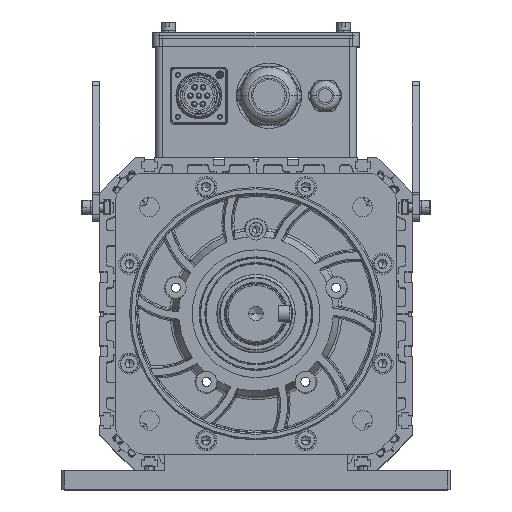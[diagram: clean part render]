
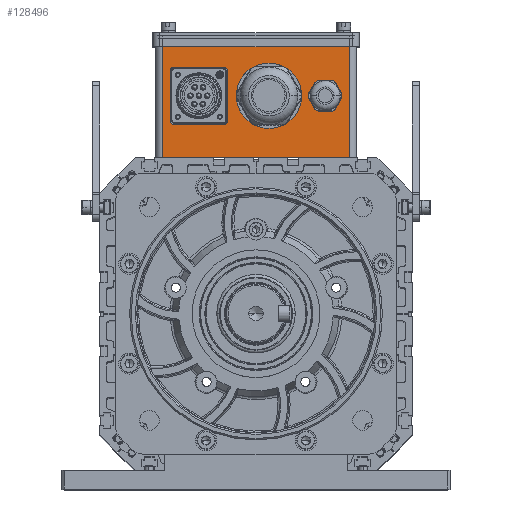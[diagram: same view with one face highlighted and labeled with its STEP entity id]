
A CAD part, top view. The second image highlights one B-rep face of the part: STEP entity #128496.
In plain terms, the highlighted planar face has unit normal (0, 0, 1).
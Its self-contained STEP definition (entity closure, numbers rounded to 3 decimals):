
#5 = AXIS2_PLACEMENT_3D ( 'NONE', #131817, #121018, #23036 ) ;
#118 = LINE ( 'NONE', #29642, #136347 ) ;
#850 = VERTEX_POINT ( 'NONE', #17112 ) ;
#2087 = VERTEX_POINT ( 'NONE', #60093 ) ;
#2840 = CIRCLE ( 'NONE', #140789, 10. ) ;
#3042 = VECTOR ( 'NONE', #113284, 1000. ) ;
#3065 = VERTEX_POINT ( 'NONE', #79430 ) ;
#6746 = AXIS2_PLACEMENT_3D ( 'NONE', #113723, #87305, #79842 ) ;
#8198 = DIRECTION ( 'NONE',  ( 0., -1., 0. ) ) ;
#10017 = CARTESIAN_POINT ( 'NONE',  ( -59., 135.25, 21. ) ) ;
#12312 = VECTOR ( 'NONE', #101629, 1000. ) ;
#12379 = VERTEX_POINT ( 'NONE', #94550 ) ;
#13825 = CARTESIAN_POINT ( 'NONE',  ( 49.25, 155.5, 21. ) ) ;
#13927 = CARTESIAN_POINT ( 'NONE',  ( -61., 173.75, 21. ) ) ;
#14393 = CARTESIAN_POINT ( 'NONE',  ( -66.75, 196.5, 21. ) ) ;
#15107 = LINE ( 'NONE', #14393, #113615 ) ;
#17112 = CARTESIAN_POINT ( 'NONE',  ( 49.25, 165.5, 21. ) ) ;
#18402 = VERTEX_POINT ( 'NONE', #57837 ) ;
#20628 = CIRCLE ( 'NONE', #5, 2. ) ;
#20995 = DIRECTION ( 'NONE',  ( 0., 1., 0. ) ) ;
#22426 = CARTESIAN_POINT ( 'NONE',  ( 9.25, 155.5, 21. ) ) ;
#23036 = DIRECTION ( 'NONE',  ( 0., -1., 0. ) ) ;
#24481 = DIRECTION ( 'NONE',  ( 1., 0., 0. ) ) ;
#25400 = VERTEX_POINT ( 'NONE', #10017 ) ;
#25742 = EDGE_CURVE ( 'NONE', #3065, #111825, #48127, .T. ) ;
#26060 = DIRECTION ( 'NONE',  ( 0., 1., 0. ) ) ;
#28564 = DIRECTION ( 'NONE',  ( 0., 0., 1. ) ) ;
#28656 = ORIENTED_EDGE ( 'NONE', *, *, #38145, .F. ) ;
#29642 = CARTESIAN_POINT ( 'NONE',  ( -59., 135.25, 21. ) ) ;
#29650 = EDGE_CURVE ( 'NONE', #25400, #138352, #118, .T. ) ;
#30535 = ORIENTED_EDGE ( 'NONE', *, *, #35131, .F. ) ;
#30892 = CARTESIAN_POINT ( 'NONE',  ( -20.5, 173.75, 21. ) ) ;
#30976 = EDGE_CURVE ( 'NONE', #54161, #66584, #45417, .T. ) ;
#31487 = DIRECTION ( 'NONE',  ( 1., 0., 0. ) ) ;
#34196 = VECTOR ( 'NONE', #8198, 1000. ) ;
#34585 = CARTESIAN_POINT ( 'NONE',  ( -66.75, 111.5, 21. ) ) ;
#35131 = EDGE_CURVE ( 'NONE', #92860, #3065, #57718, .T. ) ;
#35189 = EDGE_CURVE ( 'NONE', #850, #12379, #138827, .T. ) ;
#35966 = EDGE_CURVE ( 'NONE', #66520, #66584, #139943, .T. ) ;
#36636 = AXIS2_PLACEMENT_3D ( 'NONE', #22426, #121755, #20995 ) ;
#36714 = DIRECTION ( 'NONE',  ( 0., -1., 0. ) ) ;
#36880 = CARTESIAN_POINT ( 'NONE',  ( -66.75, 196.5, 21. ) ) ;
#38145 = EDGE_CURVE ( 'NONE', #18402, #102504, #142416, .T. ) ;
#40000 = CARTESIAN_POINT ( 'NONE',  ( -22.5, 175.75, 21. ) ) ;
#40456 = FACE_OUTER_BOUND ( 'NONE', #72726, .T. ) ;
#41021 = CARTESIAN_POINT ( 'NONE',  ( 66.75, 111.5, 21. ) ) ;
#42588 = CIRCLE ( 'NONE', #83789, 18.25 ) ;
#42828 = DIRECTION ( 'NONE',  ( 0., 1., 0. ) ) ;
#43299 = DIRECTION ( 'NONE',  ( 0., 0., 1. ) ) ;
#45417 = LINE ( 'NONE', #34585, #58413 ) ;
#45772 = AXIS2_PLACEMENT_3D ( 'NONE', #104892, #28564, #72454 ) ;
#46794 = ORIENTED_EDGE ( 'NONE', *, *, #86282, .F. ) ;
#47070 = EDGE_LOOP ( 'NONE', ( #138639, #91113 ) ) ;
#47399 = CARTESIAN_POINT ( 'NONE',  ( -61., 173.75, 21. ) ) ;
#48127 = CIRCLE ( 'NONE', #45772, 2. ) ;
#53060 = LINE ( 'NONE', #86161, #59830 ) ;
#54161 = VERTEX_POINT ( 'NONE', #86287 ) ;
#56279 = CARTESIAN_POINT ( 'NONE',  ( -22.5, 135.25, 21. ) ) ;
#56414 = VERTEX_POINT ( 'NONE', #91111 ) ;
#57718 = LINE ( 'NONE', #92949, #12312 ) ;
#57837 = CARTESIAN_POINT ( 'NONE',  ( 9.25, 173.75, 21. ) ) ;
#57859 = DIRECTION ( 'NONE',  ( 0., 0., 1. ) ) ;
#58413 = VECTOR ( 'NONE', #24481, 1000. ) ;
#58945 = ORIENTED_EDGE ( 'NONE', *, *, #70978, .F. ) ;
#59128 = ORIENTED_EDGE ( 'NONE', *, *, #29650, .F. ) ;
#59830 = VECTOR ( 'NONE', #31487, 1000. ) ;
#60093 = CARTESIAN_POINT ( 'NONE',  ( -20.5, 173.75, 21. ) ) ;
#61272 = EDGE_CURVE ( 'NONE', #134504, #2087, #129535, .T. ) ;
#63421 = DIRECTION ( 'NONE',  ( 0., 0., -1. ) ) ;
#66520 = VERTEX_POINT ( 'NONE', #74803 ) ;
#66584 = VERTEX_POINT ( 'NONE', #41021 ) ;
#69197 = DIRECTION ( 'NONE',  ( 0., 0., 1. ) ) ;
#70978 = EDGE_CURVE ( 'NONE', #138352, #134504, #133367, .T. ) ;
#71082 = EDGE_CURVE ( 'NONE', #2087, #92860, #20628, .T. ) ;
#71220 = AXIS2_PLACEMENT_3D ( 'NONE', #95812, #43299, #129683 ) ;
#72454 = DIRECTION ( 'NONE',  ( 0., -1., 0. ) ) ;
#72726 = EDGE_LOOP ( 'NONE', ( #87274, #72736, #99849, #135966 ) ) ;
#72736 = ORIENTED_EDGE ( 'NONE', *, *, #35966, .F. ) ;
#73426 = EDGE_CURVE ( 'NONE', #12379, #850, #2840, .T. ) ;
#73500 = CARTESIAN_POINT ( 'NONE',  ( 9.25, 137.25, 21. ) ) ;
#74803 = CARTESIAN_POINT ( 'NONE',  ( 66.75, 196.5, 21. ) ) ;
#76573 = VECTOR ( 'NONE', #118731, 1000. ) ;
#78447 = DIRECTION ( 'NONE',  ( 0., 0., 1. ) ) ;
#78865 = VERTEX_POINT ( 'NONE', #36880 ) ;
#79430 = CARTESIAN_POINT ( 'NONE',  ( -59., 175.75, 21. ) ) ;
#79842 = DIRECTION ( 'NONE',  ( 0., 1., 0. ) ) ;
#80850 = CARTESIAN_POINT ( 'NONE',  ( 9.25, 155.5, 21. ) ) ;
#83789 = AXIS2_PLACEMENT_3D ( 'NONE', #80850, #57859, #101774 ) ;
#84521 = ORIENTED_EDGE ( 'NONE', *, *, #130715, .F. ) ;
#85735 = CARTESIAN_POINT ( 'NONE',  ( -66.75, 196.5, 21. ) ) ;
#86161 = CARTESIAN_POINT ( 'NONE',  ( -66.75, 196.5, 21. ) ) ;
#86282 = EDGE_CURVE ( 'NONE', #111825, #56414, #137724, .T. ) ;
#86287 = CARTESIAN_POINT ( 'NONE',  ( -66.75, 111.5, 21. ) ) ;
#87274 = ORIENTED_EDGE ( 'NONE', *, *, #30976, .T. ) ;
#87305 = DIRECTION ( 'NONE',  ( 0., 0., 1. ) ) ;
#91111 = CARTESIAN_POINT ( 'NONE',  ( -61., 137.25, 21. ) ) ;
#91113 = ORIENTED_EDGE ( 'NONE', *, *, #73426, .F. ) ;
#92692 = CARTESIAN_POINT ( 'NONE',  ( -20.5, 137.25, 21. ) ) ;
#92860 = VERTEX_POINT ( 'NONE', #40000 ) ;
#92949 = CARTESIAN_POINT ( 'NONE',  ( -59., 175.75, 21. ) ) ;
#94550 = CARTESIAN_POINT ( 'NONE',  ( 49.25, 145.5, 21. ) ) ;
#95754 = ORIENTED_EDGE ( 'NONE', *, *, #71082, .F. ) ;
#95812 = CARTESIAN_POINT ( 'NONE',  ( -22.5, 137.25, 21. ) ) ;
#95830 = FACE_BOUND ( 'NONE', #98199, .T. ) ;
#96539 = FACE_BOUND ( 'NONE', #132986, .T. ) ;
#97269 = DIRECTION ( 'NONE',  ( 0., -1., 0. ) ) ;
#97478 = CARTESIAN_POINT ( 'NONE',  ( 49.25, 155.5, 21. ) ) ;
#98199 = EDGE_LOOP ( 'NONE', ( #28656, #133084 ) ) ;
#99849 = ORIENTED_EDGE ( 'NONE', *, *, #104083, .F. ) ;
#101629 = DIRECTION ( 'NONE',  ( -1., 0., 0. ) ) ;
#101774 = DIRECTION ( 'NONE',  ( 0., 1., 0. ) ) ;
#102504 = VERTEX_POINT ( 'NONE', #73500 ) ;
#102801 = ORIENTED_EDGE ( 'NONE', *, *, #25742, .F. ) ;
#104083 = EDGE_CURVE ( 'NONE', #78865, #66520, #53060, .T. ) ;
#104892 = CARTESIAN_POINT ( 'NONE',  ( -59., 173.75, 21. ) ) ;
#111825 = VERTEX_POINT ( 'NONE', #47399 ) ;
#113284 = DIRECTION ( 'NONE',  ( 0., -1., 0. ) ) ;
#113545 = AXIS2_PLACEMENT_3D ( 'NONE', #13825, #69197, #26060 ) ;
#113615 = VECTOR ( 'NONE', #36714, 1000. ) ;
#113723 = CARTESIAN_POINT ( 'NONE',  ( -59., 137.25, 21. ) ) ;
#116730 = FACE_BOUND ( 'NONE', #47070, .T. ) ;
#118731 = DIRECTION ( 'NONE',  ( 0., 1., 0. ) ) ;
#121018 = DIRECTION ( 'NONE',  ( 0., 0., 1. ) ) ;
#121278 = AXIS2_PLACEMENT_3D ( 'NONE', #85735, #63421, #97269 ) ;
#121755 = DIRECTION ( 'NONE',  ( 0., 0., 1. ) ) ;
#124118 = EDGE_CURVE ( 'NONE', #102504, #18402, #42588, .T. ) ;
#127552 = PLANE ( 'NONE',  #121278 ) ;
#128496 = ADVANCED_FACE ( 'NONE', ( #95830, #116730, #40456, #96539 ), #127552, .F. ) ;
#128646 = CIRCLE ( 'NONE', #6746, 2. ) ;
#128999 = DIRECTION ( 'NONE',  ( 1., 0., 0. ) ) ;
#129535 = LINE ( 'NONE', #30892, #76573 ) ;
#129683 = DIRECTION ( 'NONE',  ( 0., -1., 0. ) ) ;
#130581 = CARTESIAN_POINT ( 'NONE',  ( 66.75, 196.5, 21. ) ) ;
#130715 = EDGE_CURVE ( 'NONE', #56414, #25400, #128646, .T. ) ;
#131817 = CARTESIAN_POINT ( 'NONE',  ( -22.5, 173.75, 21. ) ) ;
#132986 = EDGE_LOOP ( 'NONE', ( #84521, #46794, #102801, #30535, #95754, #133448, #58945, #59128 ) ) ;
#133084 = ORIENTED_EDGE ( 'NONE', *, *, #124118, .F. ) ;
#133367 = CIRCLE ( 'NONE', #71220, 2. ) ;
#133448 = ORIENTED_EDGE ( 'NONE', *, *, #61272, .F. ) ;
#134504 = VERTEX_POINT ( 'NONE', #92692 ) ;
#135966 = ORIENTED_EDGE ( 'NONE', *, *, #137161, .T. ) ;
#136347 = VECTOR ( 'NONE', #128999, 1000. ) ;
#137161 = EDGE_CURVE ( 'NONE', #78865, #54161, #15107, .T. ) ;
#137724 = LINE ( 'NONE', #13927, #3042 ) ;
#138352 = VERTEX_POINT ( 'NONE', #56279 ) ;
#138639 = ORIENTED_EDGE ( 'NONE', *, *, #35189, .F. ) ;
#138827 = CIRCLE ( 'NONE', #113545, 10. ) ;
#139943 = LINE ( 'NONE', #130581, #34196 ) ;
#140789 = AXIS2_PLACEMENT_3D ( 'NONE', #97478, #78447, #42828 ) ;
#142416 = CIRCLE ( 'NONE', #36636, 18.25 ) ;
